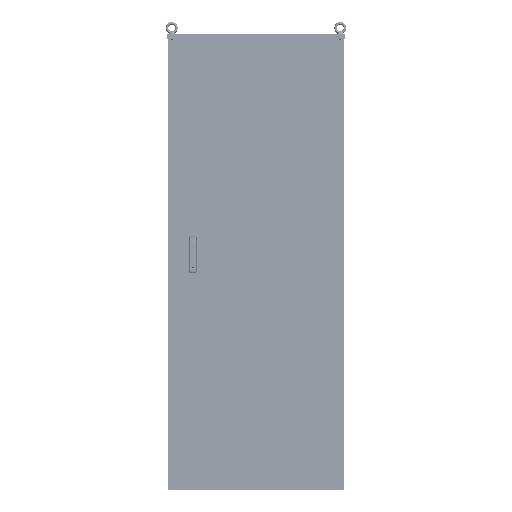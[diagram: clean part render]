
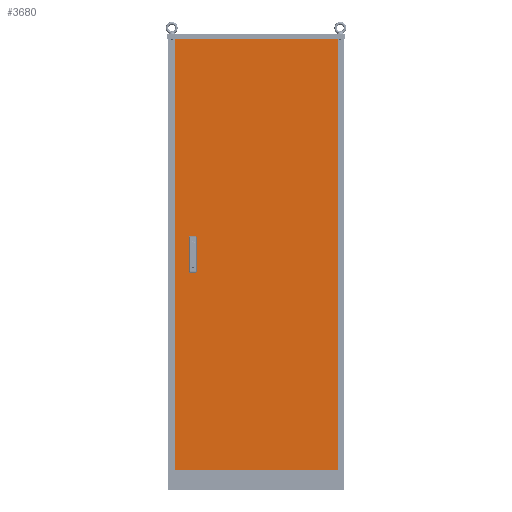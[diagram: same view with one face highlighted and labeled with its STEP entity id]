
A CAD part, top view. The second image highlights one B-rep face of the part: STEP entity #3680.
In plain terms, the highlighted planar face has unit normal (0, 0, 1).
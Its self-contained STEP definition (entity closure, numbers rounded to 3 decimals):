
#717 = EDGE_CURVE ( 'NONE', #88711, #83175, #51317, .T. ) ;
#1784 = DIRECTION ( 'NONE',  ( 0., -1., 0. ) ) ;
#3024 = VECTOR ( 'NONE', #85218, 1000. ) ;
#3680 = ADVANCED_FACE ( 'NONE', ( #29953, #9195, #92540 ), #88365, .T. ) ;
#4485 = ORIENTED_EDGE ( 'NONE', *, *, #42542, .F. ) ;
#6850 = CARTESIAN_POINT ( 'NONE',  ( -645.5, 24.75, 1.5 ) ) ;
#8337 = VECTOR ( 'NONE', #82541, 1000. ) ;
#9195 = FACE_BOUND ( 'NONE', #81978, .T. ) ;
#10230 = DIRECTION ( 'NONE',  ( 1., 0., 0. ) ) ;
#10521 = CARTESIAN_POINT ( 'NONE',  ( -671., 24.75, 1.5 ) ) ;
#10749 = ORIENTED_EDGE ( 'NONE', *, *, #11347, .F. ) ;
#11347 = EDGE_CURVE ( 'NONE', #11789, #84154, #23031, .T. ) ;
#11488 = CARTESIAN_POINT ( 'NONE',  ( -645.5, -75.25, 1.5 ) ) ;
#11789 = VERTEX_POINT ( 'NONE', #11488 ) ;
#12641 = VERTEX_POINT ( 'NONE', #31408 ) ;
#13551 = VERTEX_POINT ( 'NONE', #50381 ) ;
#13602 = EDGE_LOOP ( 'NONE', ( #77084, #24436, #44059, #49065 ) ) ;
#15244 = VERTEX_POINT ( 'NONE', #72592 ) ;
#16423 = DIRECTION ( 'NONE',  ( 0., -1., 0. ) ) ;
#17293 = CARTESIAN_POINT ( 'NONE',  ( -645.5, 75.25, 1.5 ) ) ;
#22124 = DIRECTION ( 'NONE',  ( -1., 0., 0. ) ) ;
#23031 = LINE ( 'NONE', #28664, #41436 ) ;
#23713 = LINE ( 'NONE', #61476, #3024 ) ;
#24436 = ORIENTED_EDGE ( 'NONE', *, *, #78140, .T. ) ;
#24673 = VECTOR ( 'NONE', #1784, 1000. ) ;
#25174 = CARTESIAN_POINT ( 'NONE',  ( -671., -75.25, 1.5 ) ) ;
#25532 = LINE ( 'NONE', #85295, #30877 ) ;
#27647 = CARTESIAN_POINT ( 'NONE',  ( -740., 978.5, 1.5 ) ) ;
#28664 = CARTESIAN_POINT ( 'NONE',  ( -645.5, -75.25, 1.5 ) ) ;
#29953 = FACE_BOUND ( 'NONE', #91979, .T. ) ;
#30296 = LINE ( 'NONE', #81816, #48669 ) ;
#30877 = VECTOR ( 'NONE', #93167, 1000. ) ;
#30992 = CARTESIAN_POINT ( 'NONE',  ( -740., -978.5, 1.5 ) ) ;
#31408 = CARTESIAN_POINT ( 'NONE',  ( 0., 978.5, 1.5 ) ) ;
#31572 = CARTESIAN_POINT ( 'NONE',  ( -645.5, -24.75, 1.5 ) ) ;
#35542 = LINE ( 'NONE', #30992, #77302 ) ;
#36188 = EDGE_CURVE ( 'NONE', #12641, #13551, #47460, .T. ) ;
#37220 = VERTEX_POINT ( 'NONE', #17293 ) ;
#37723 = VECTOR ( 'NONE', #80097, 1000. ) ;
#38230 = LINE ( 'NONE', #76677, #77519 ) ;
#39765 = VECTOR ( 'NONE', #16423, 1000. ) ;
#39820 = ORIENTED_EDGE ( 'NONE', *, *, #717, .F. ) ;
#40045 = CARTESIAN_POINT ( 'NONE',  ( -671., 75.25, 1.5 ) ) ;
#41436 = VECTOR ( 'NONE', #91411, 1000. ) ;
#41722 = DIRECTION ( 'NONE',  ( 1., 0., 0. ) ) ;
#42200 = LINE ( 'NONE', #40045, #39765 ) ;
#42542 = EDGE_CURVE ( 'NONE', #37220, #15244, #38230, .T. ) ;
#44059 = ORIENTED_EDGE ( 'NONE', *, *, #57009, .T. ) ;
#44840 = CARTESIAN_POINT ( 'NONE',  ( -740., 978.5, 1.5 ) ) ;
#46718 = DIRECTION ( 'NONE',  ( 1., 0., 0. ) ) ;
#47150 = EDGE_CURVE ( 'NONE', #69818, #11789, #79487, .T. ) ;
#47233 = ORIENTED_EDGE ( 'NONE', *, *, #95159, .F. ) ;
#47460 = LINE ( 'NONE', #27647, #8337 ) ;
#48008 = CARTESIAN_POINT ( 'NONE',  ( 0., -978.5, 1.5 ) ) ;
#48669 = VECTOR ( 'NONE', #82140, 1000. ) ;
#49065 = ORIENTED_EDGE ( 'NONE', *, *, #36188, .T. ) ;
#49565 = CARTESIAN_POINT ( 'NONE',  ( -671., 24.75, 1.5 ) ) ;
#50381 = CARTESIAN_POINT ( 'NONE',  ( -740., 978.5, 1.5 ) ) ;
#51317 = LINE ( 'NONE', #49565, #69762 ) ;
#51423 = VERTEX_POINT ( 'NONE', #48008 ) ;
#52292 = ORIENTED_EDGE ( 'NONE', *, *, #100655, .F. ) ;
#53488 = ORIENTED_EDGE ( 'NONE', *, *, #47150, .F. ) ;
#53501 = ORIENTED_EDGE ( 'NONE', *, *, #72140, .F. ) ;
#56172 = CARTESIAN_POINT ( 'NONE',  ( -671., -24.75, 1.5 ) ) ;
#57009 = EDGE_CURVE ( 'NONE', #51423, #12641, #25532, .T. ) ;
#57046 = DIRECTION ( 'NONE',  ( 0., 0., 1. ) ) ;
#61476 = CARTESIAN_POINT ( 'NONE',  ( -671., -24.75, 1.5 ) ) ;
#62265 = ORIENTED_EDGE ( 'NONE', *, *, #95561, .F. ) ;
#63979 = CARTESIAN_POINT ( 'NONE',  ( -671., -75.25, 1.5 ) ) ;
#64631 = CARTESIAN_POINT ( 'NONE',  ( 0., 0., 1.5 ) ) ;
#66328 = CARTESIAN_POINT ( 'NONE',  ( -740., -978.5, 1.5 ) ) ;
#68151 = DIRECTION ( 'NONE',  ( 0., -1., 0. ) ) ;
#68802 = LINE ( 'NONE', #63979, #24673 ) ;
#68991 = LINE ( 'NONE', #44840, #71499 ) ;
#69762 = VECTOR ( 'NONE', #41722, 1000. ) ;
#69818 = VERTEX_POINT ( 'NONE', #71579 ) ;
#71499 = VECTOR ( 'NONE', #68151, 1000. ) ;
#71579 = CARTESIAN_POINT ( 'NONE',  ( -671., -75.25, 1.5 ) ) ;
#72140 = EDGE_CURVE ( 'NONE', #83175, #37220, #30296, .T. ) ;
#72592 = CARTESIAN_POINT ( 'NONE',  ( -671., 75.25, 1.5 ) ) ;
#76230 = AXIS2_PLACEMENT_3D ( 'NONE', #64631, #57046, #10230 ) ;
#76677 = CARTESIAN_POINT ( 'NONE',  ( -671., 75.25, 1.5 ) ) ;
#77084 = ORIENTED_EDGE ( 'NONE', *, *, #99113, .T. ) ;
#77302 = VECTOR ( 'NONE', #46718, 1000. ) ;
#77519 = VECTOR ( 'NONE', #22124, 1000. ) ;
#78140 = EDGE_CURVE ( 'NONE', #92694, #51423, #35542, .T. ) ;
#79487 = LINE ( 'NONE', #25174, #37723 ) ;
#80097 = DIRECTION ( 'NONE',  ( 1., 0., 0. ) ) ;
#81816 = CARTESIAN_POINT ( 'NONE',  ( -645.5, 75.25, 1.5 ) ) ;
#81978 = EDGE_LOOP ( 'NONE', ( #10749, #53488, #52292, #62265 ) ) ;
#82140 = DIRECTION ( 'NONE',  ( 0., 1., 0. ) ) ;
#82541 = DIRECTION ( 'NONE',  ( -1., 0., 0. ) ) ;
#83175 = VERTEX_POINT ( 'NONE', #6850 ) ;
#84154 = VERTEX_POINT ( 'NONE', #31572 ) ;
#84246 = VERTEX_POINT ( 'NONE', #56172 ) ;
#85218 = DIRECTION ( 'NONE',  ( -1., 0., 0. ) ) ;
#85295 = CARTESIAN_POINT ( 'NONE',  ( 0., 978.5, 1.5 ) ) ;
#88365 = PLANE ( 'NONE',  #76230 ) ;
#88711 = VERTEX_POINT ( 'NONE', #10521 ) ;
#91411 = DIRECTION ( 'NONE',  ( 0., 1., 0. ) ) ;
#91979 = EDGE_LOOP ( 'NONE', ( #39820, #47233, #4485, #53501 ) ) ;
#92540 = FACE_OUTER_BOUND ( 'NONE', #13602, .T. ) ;
#92694 = VERTEX_POINT ( 'NONE', #66328 ) ;
#93167 = DIRECTION ( 'NONE',  ( 0., 1., 0. ) ) ;
#95159 = EDGE_CURVE ( 'NONE', #15244, #88711, #42200, .T. ) ;
#95561 = EDGE_CURVE ( 'NONE', #84154, #84246, #23713, .T. ) ;
#99113 = EDGE_CURVE ( 'NONE', #13551, #92694, #68991, .T. ) ;
#100655 = EDGE_CURVE ( 'NONE', #84246, #69818, #68802, .T. ) ;
